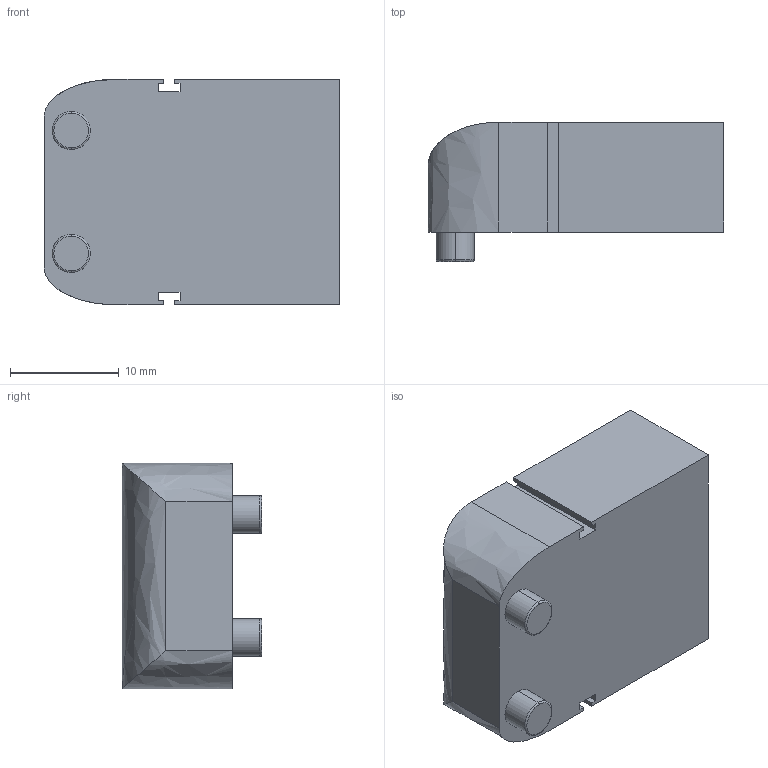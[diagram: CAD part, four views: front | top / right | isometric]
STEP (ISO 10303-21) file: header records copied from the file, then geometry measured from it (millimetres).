
FILE_DESCRIPTION (( 'STEP AP214' ), '1' );
FILE_NAME ('C8AB2B6F-19E8-4678-9F5E-812A4246478B.STEP', '2023-09-27T16:23:18', ( '' ), ( '' ), 'SwSTEP 2.0', 'SolidWorks 2022', '' );
FILE_SCHEMA (( 'AUTOMOTIVE_DESIGN' ));
Length unit declared in the file: millimetre
Products named in the file (1): C8AB2B6F-19E8-4678-9F5E-812A4246478B
Bounding box: 27.2 x 12.8 x 20.7 mm (x, y, z)
Volume: 3696.3 mm3; surface area: 3568.7 mm2
Topology: 1 solids, 1 shells, 98 faces, 249 edges, 164 vertices
Faces by surface type: plane 55, torus 20, cylinder 20, bspline 3
Entity records: 4568 total; most frequent: CARTESIAN_POINT 1225, ORIENTED_EDGE 498, DIRECTION 463, EDGE_CURVE 249, VERTEX_POINT 164, AXIS2_PLACEMENT_3D 160, LINE 143, VECTOR 143
